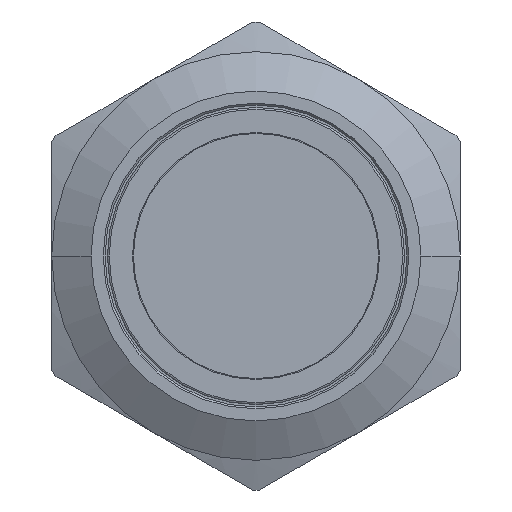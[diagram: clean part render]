
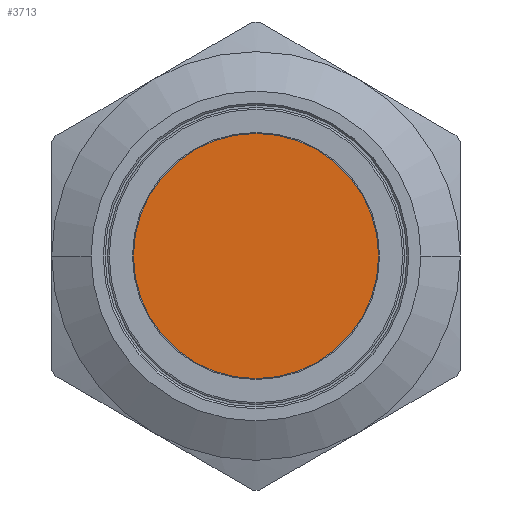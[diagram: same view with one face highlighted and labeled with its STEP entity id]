
A CAD part, front view. The second image highlights one B-rep face of the part: STEP entity #3713.
In plain terms, the highlighted planar face has unit normal (0, -1, 0).
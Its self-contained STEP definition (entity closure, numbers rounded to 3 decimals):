
#3693=CARTESIAN_POINT('POINT229',(6.6,-2.,
   0.));
#3694=VERTEX_POINT('VERTEX229',#3693);
#3695=CARTESIAN_POINT('POINT230',(-6.6,-2.,
   0.));
#3696=VERTEX_POINT('VERTEX230',#3695);
#3697=CARTESIAN_POINT('POS400',(0.,-2.,0.
   ));
#3698=DIRECTION('DIR551',(0.,1.,0.));
#3699=DIRECTION('DIR552',(1.,0.,0.));
#3700=AXIS2_PLACEMENT_3D('AXIS152',#3697,#3698,#3699);
#3701=CIRCLE('ELLIPSE51',#3700,6.6);
#3702=EDGE_CURVE('EDGE353',#3694,#3696,#3701,.T.);
#3703=ORIENTED_EDGE('COEDGE703',*,*,#3702,.F.);
#3704=EDGE_CURVE('EDGE354',#3696,#3694,#3701,.T.);
#3705=ORIENTED_EDGE('COEDGE704',*,*,#3704,.F.);
#3706=EDGE_LOOP('NONE',(#3703,#3705));
#3707=FACE_BOUND('LOOP1',#3706,.T.);
#3708=CARTESIAN_POINT('POS401',(3.3,-2.,0.
   ));
#3709=DIRECTION('DIR553',(0.,-1.,0.));
#3710=DIRECTION('DIR554',(1.,0.,0.));
#3711=AXIS2_PLACEMENT_3D('AXIS153',#3708,#3709,#3710);
#3712=PLANE('PLANE80',#3711);
#3713=ADVANCED_FACE('FACE134',(#3707),#3712,.T.);
